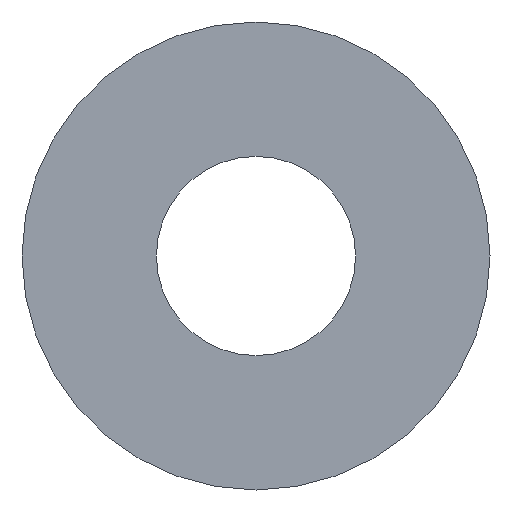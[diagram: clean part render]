
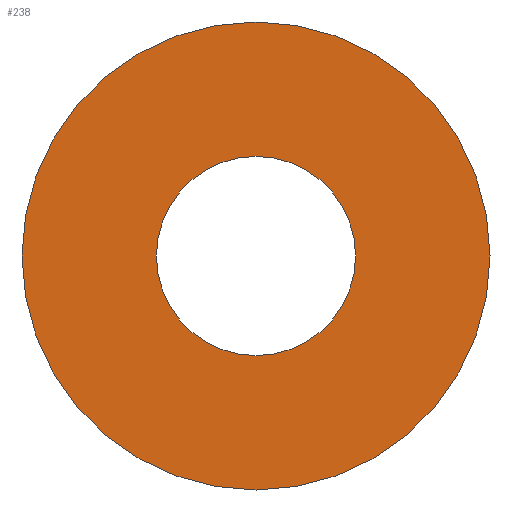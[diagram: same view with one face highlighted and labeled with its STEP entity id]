
A CAD part, front view. The second image highlights one B-rep face of the part: STEP entity #238.
In plain terms, the highlighted planar face has unit normal (0, -1, 0).
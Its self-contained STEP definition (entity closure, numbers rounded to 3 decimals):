
#1 = CARTESIAN_POINT ( 'NONE',  ( 0., 0., 0. ) ) ;
#2 = DIRECTION ( 'NONE',  ( 0., 1., 0. ) ) ;
#4 = VERTEX_POINT ( 'NONE', #202 ) ;
#7 = VERTEX_POINT ( 'NONE', #205 ) ;
#10 = DIRECTION ( 'NONE',  ( 0., 0., 1. ) ) ;
#17 = DIRECTION ( 'NONE',  ( 0., 1., 0. ) ) ;
#23 = AXIS2_PLACEMENT_3D ( 'NONE', #114, #86, #49 ) ;
#29 = ORIENTED_EDGE ( 'NONE', *, *, #195, .T. ) ;
#30 = DIRECTION ( 'NONE',  ( 0., 0., 1. ) ) ;
#47 = CARTESIAN_POINT ( 'NONE',  ( 0., 0., 0. ) ) ;
#49 = DIRECTION ( 'NONE',  ( 0., 0., 1. ) ) ;
#61 = CARTESIAN_POINT ( 'NONE',  ( 0., 0., 3.969 ) ) ;
#64 = CIRCLE ( 'NONE', #115, 9.327 ) ;
#66 = PLANE ( 'NONE',  #23 ) ;
#71 = VERTEX_POINT ( 'NONE', #249 ) ;
#76 = EDGE_CURVE ( 'NONE', #164, #71, #241, .T. ) ;
#84 = EDGE_LOOP ( 'NONE', ( #29, #138 ) ) ;
#86 = DIRECTION ( 'NONE',  ( 0., 1., 0. ) ) ;
#104 = FACE_BOUND ( 'NONE', #84, .T. ) ;
#110 = CIRCLE ( 'NONE', #167, 3.969 ) ;
#113 = CIRCLE ( 'NONE', #154, 9.327 ) ;
#114 = CARTESIAN_POINT ( 'NONE',  ( 0., 0., 0. ) ) ;
#115 = AXIS2_PLACEMENT_3D ( 'NONE', #47, #17, #30 ) ;
#121 = DIRECTION ( 'NONE',  ( 0., 0., 1. ) ) ;
#122 = AXIS2_PLACEMENT_3D ( 'NONE', #243, #218, #203 ) ;
#124 = CARTESIAN_POINT ( 'NONE',  ( 0., 0., 0. ) ) ;
#134 = EDGE_LOOP ( 'NONE', ( #223, #171 ) ) ;
#135 = DIRECTION ( 'NONE',  ( 0., 1., 0. ) ) ;
#138 = ORIENTED_EDGE ( 'NONE', *, *, #76, .T. ) ;
#154 = AXIS2_PLACEMENT_3D ( 'NONE', #124, #135, #10 ) ;
#156 = EDGE_CURVE ( 'NONE', #7, #4, #64, .T. ) ;
#164 = VERTEX_POINT ( 'NONE', #61 ) ;
#167 = AXIS2_PLACEMENT_3D ( 'NONE', #1, #2, #121 ) ;
#171 = ORIENTED_EDGE ( 'NONE', *, *, #183, .F. ) ;
#183 = EDGE_CURVE ( 'NONE', #4, #7, #113, .T. ) ;
#195 = EDGE_CURVE ( 'NONE', #71, #164, #110, .T. ) ;
#202 = CARTESIAN_POINT ( 'NONE',  ( 0., 0., 9.327 ) ) ;
#203 = DIRECTION ( 'NONE',  ( 0., 0., 1. ) ) ;
#205 = CARTESIAN_POINT ( 'NONE',  ( 0., 0., -9.327 ) ) ;
#218 = DIRECTION ( 'NONE',  ( 0., 1., 0. ) ) ;
#223 = ORIENTED_EDGE ( 'NONE', *, *, #156, .F. ) ;
#238 = ADVANCED_FACE ( 'NONE', ( #242, #104 ), #66, .F. ) ;
#241 = CIRCLE ( 'NONE', #122, 3.969 ) ;
#242 = FACE_OUTER_BOUND ( 'NONE', #134, .T. ) ;
#243 = CARTESIAN_POINT ( 'NONE',  ( 0., 0., 0. ) ) ;
#249 = CARTESIAN_POINT ( 'NONE',  ( 0., 0., -3.969 ) ) ;
